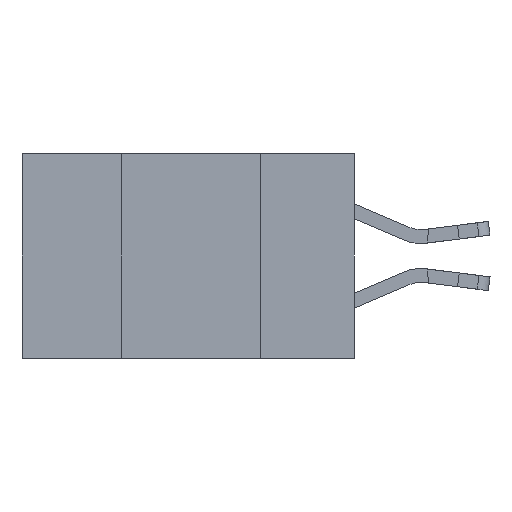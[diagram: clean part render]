
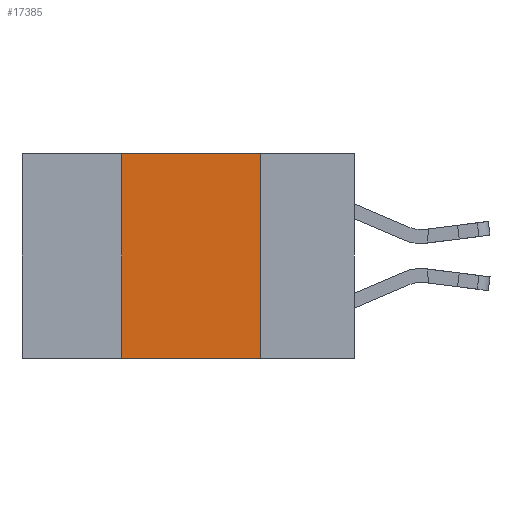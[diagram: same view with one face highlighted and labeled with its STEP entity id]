
A CAD part, left-side view. The second image highlights one B-rep face of the part: STEP entity #17385.
In plain terms, the highlighted planar face has unit normal (-1, 0, 0).
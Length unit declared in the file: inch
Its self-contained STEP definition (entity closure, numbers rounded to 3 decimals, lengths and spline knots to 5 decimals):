
#1 = CARTESIAN_POINT ( 'NONE',  ( 0., 0.42, -0.37 ) ) ;
#187 = VERTEX_POINT ( 'NONE', #791 ) ;
#594 = AXIS2_PLACEMENT_3D ( 'NONE', #17330, #18897, #9477 ) ;
#791 = CARTESIAN_POINT ( 'NONE',  ( 0., 0.17, -0.37 ) ) ;
#842 = VERTEX_POINT ( 'NONE', #1939 ) ;
#1279 = ORIENTED_EDGE ( 'NONE', *, *, #1741, .F. ) ;
#1741 = EDGE_CURVE ( 'NONE', #18071, #842, #12474, .T. ) ;
#1939 = CARTESIAN_POINT ( 'NONE',  ( 0., 0.17, 0. ) ) ;
#2058 = EDGE_CURVE ( 'NONE', #4855, #187, #19539, .T. ) ;
#2896 = ORIENTED_EDGE ( 'NONE', *, *, #10957, .F. ) ;
#3441 = ORIENTED_EDGE ( 'NONE', *, *, #2058, .T. ) ;
#4137 = CARTESIAN_POINT ( 'NONE',  ( 0., 0.17, -0.37 ) ) ;
#4438 = EDGE_LOOP ( 'NONE', ( #8816, #1279, #2896, #3441 ) ) ;
#4450 = DIRECTION ( 'NONE',  ( 0., -1., 0. ) ) ;
#4855 = VERTEX_POINT ( 'NONE', #1 ) ;
#5026 = CARTESIAN_POINT ( 'NONE',  ( 0., 0.6, -0.37 ) ) ;
#8816 = ORIENTED_EDGE ( 'NONE', *, *, #20146, .F. ) ;
#9249 = VECTOR ( 'NONE', #4450, 39.37008 ) ;
#9477 = DIRECTION ( 'NONE',  ( 0., 0., -1. ) ) ;
#10159 = FACE_OUTER_BOUND ( 'NONE', #4438, .T. ) ;
#10281 = VECTOR ( 'NONE', #16925, 39.37008 ) ;
#10957 = EDGE_CURVE ( 'NONE', #4855, #18071, #17557, .T. ) ;
#11191 = VECTOR ( 'NONE', #20702, 39.37008 ) ;
#12474 = LINE ( 'NONE', #17149, #9249 ) ;
#14045 = LINE ( 'NONE', #4137, #10281 ) ;
#15158 = CARTESIAN_POINT ( 'NONE',  ( 0., 0.42, -0.37 ) ) ;
#15778 = PLANE ( 'NONE',  #594 ) ;
#16697 = DIRECTION ( 'NONE',  ( 0., 0., 1. ) ) ;
#16925 = DIRECTION ( 'NONE',  ( 0., 0., -1. ) ) ;
#17076 = VECTOR ( 'NONE', #16697, 39.37008 ) ;
#17149 = CARTESIAN_POINT ( 'NONE',  ( 0., 0.6, 0. ) ) ;
#17330 = CARTESIAN_POINT ( 'NONE',  ( 0., 0.6, 0. ) ) ;
#17385 = ADVANCED_FACE ( 'NONE', ( #10159 ), #15778, .F. ) ;
#17557 = LINE ( 'NONE', #15158, #17076 ) ;
#18071 = VERTEX_POINT ( 'NONE', #18868 ) ;
#18868 = CARTESIAN_POINT ( 'NONE',  ( 0., 0.42, 0. ) ) ;
#18897 = DIRECTION ( 'NONE',  ( 1., 0., 0. ) ) ;
#19539 = LINE ( 'NONE', #5026, #11191 ) ;
#20146 = EDGE_CURVE ( 'NONE', #842, #187, #14045, .T. ) ;
#20702 = DIRECTION ( 'NONE',  ( 0., -1., 0. ) ) ;
